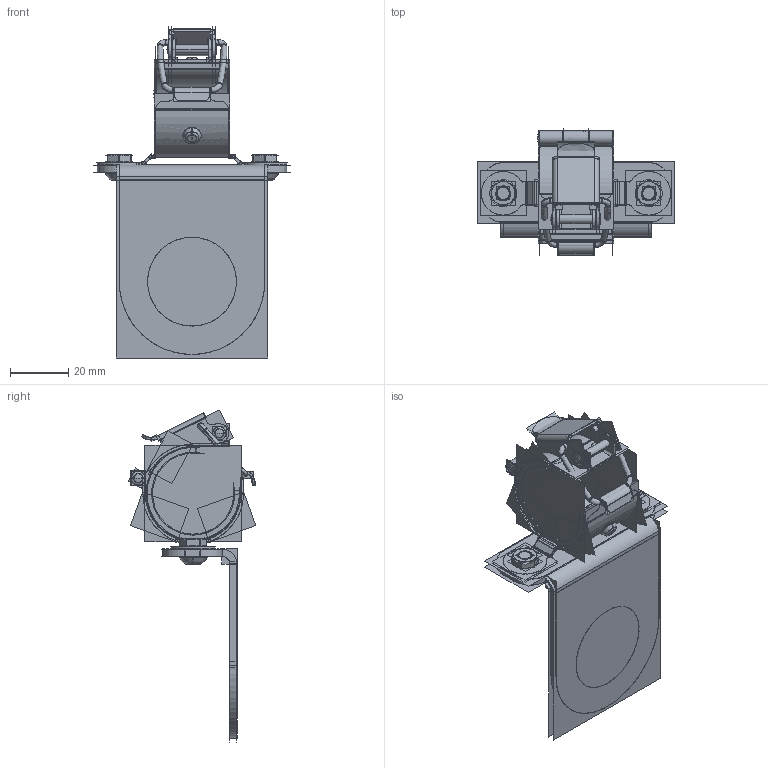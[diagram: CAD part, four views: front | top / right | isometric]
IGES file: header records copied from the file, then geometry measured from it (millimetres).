
Start section:  PTC IGES file: 214254.igs
Global section: file name: 214254.igs; native system: Creo Parametric by PTC Inc.; preprocessor: 2018300; author: pdmadmin; organization: Unknown; date: 20191002.141419; units: millimetre
Bounding box: 67.6 x 43.91 x 113.96 mm (x, y, z)
Volume: 17684.2 mm3; surface area: 98815.3 mm2
Topology: 12 solids, 12 shells, 1012 faces, 4906 edges, 6152 vertices
Faces by surface type: revolution 594, bspline 418
